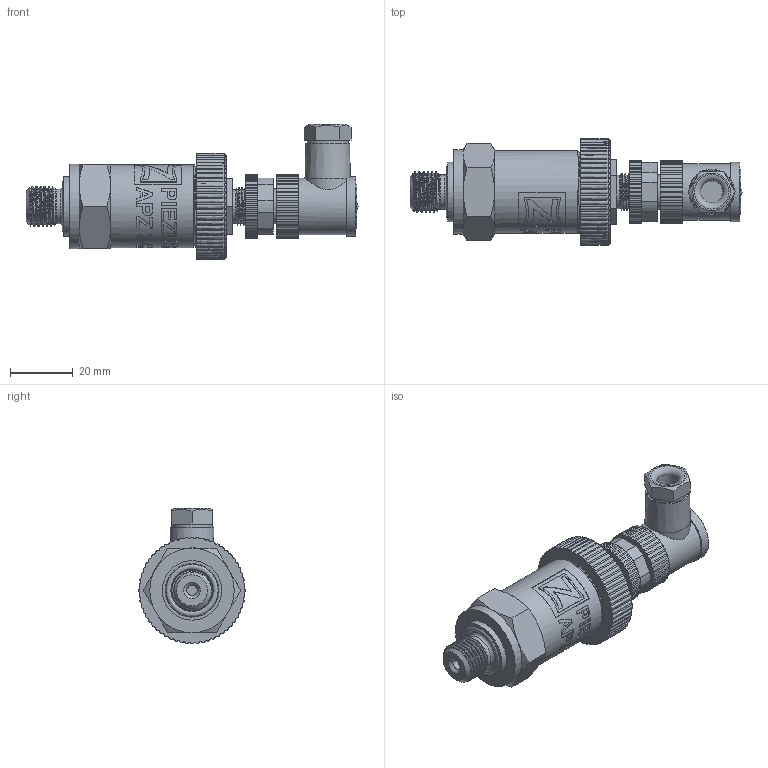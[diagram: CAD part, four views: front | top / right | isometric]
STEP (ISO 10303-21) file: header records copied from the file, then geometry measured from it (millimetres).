
FILE_DESCRIPTION(/* description */ (''),/* implementation_level */ '2;1');
FILE_NAME(/* name */ 'APZ3421_G1''4DIN_M12x1-angular.step',/* time_stamp */ '2021-06-23T13:49:53+03:00',/* author */ (''),/* organization */ (''),/* preprocessor_version */ 'ST-DEVELOPER v18.1',/* originating_system */ 'Autodesk Translation Framework v10.9.0.1377',/* authorisation */ '');
FILE_SCHEMA (('AUTOMOTIVE_DESIGN { 1 0 10303 214 3 1 1 }'));
Length unit declared in the file: millimetre
Products named in the file (6): APZ3421_G1'4DIN_M12x1-angular; G 1/4 DIN; OMAL nut M27x1.5 v8; M12x1 male v16; Ш100.000.002 v4; M12x1 female angular v10
Assembly tree (5 placements, depth 2):
  APZ3421_G1'4DIN_M12x1-angular
    G 1/4 DIN
    OMAL nut M27x1.5 v8
    M12x1 male v16
    Ш100.000.002 v4
    M12x1 female angular v10
Bounding box: 106.07 x 34 x 43.2 mm (x, y, z)
Volume: 46510.4 mm3; surface area: 19261.1 mm2
Topology: 17 solids, 17 shells, 967 faces, 2678 edges, 1789 vertices
Faces by surface type: bspline 437, cylinder 321, plane 166, cone 32, torus 10, sphere 1
Full cylindrical faces by diameter (mm): 1 x12, 1.5 x4, 3.3 x1, 7 x1, 8 x1, 8.2 x1, 9.471 x2, 10.6 x2, 10.741 x6, 11 x1, 11.035 x4, 11.156 x1, 11.445 x5, 11.884 x5, 12.152 x4, 13 x1, 14 x1, 14.137 x4, 14.526 x1, 15.85 x3, 16.7 x1, 18 x1, 19 x2, 21.4 x2, 22.4 x1, 24.5 x1, 25.132 x4, 25.526 x4, 26.5 x5, 27 x1
Entity records: 75150 total; most frequent: CARTESIAN_POINT 52748, ORIENTED_EDGE 5356, DIRECTION 3437, EDGE_CURVE 2678, VERTEX_POINT 1789, AXIS2_PLACEMENT_3D 1197, LINE 1043, VECTOR 1043
